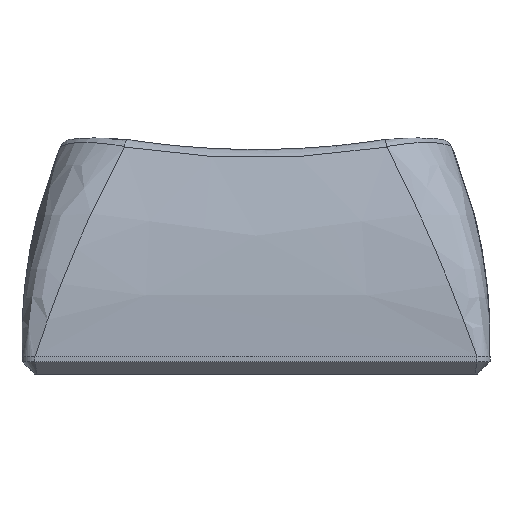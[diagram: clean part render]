
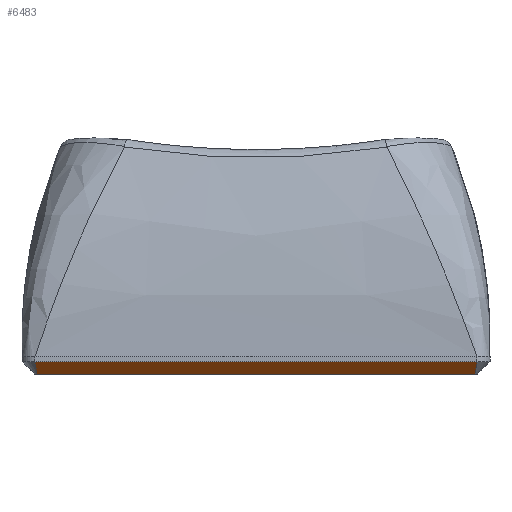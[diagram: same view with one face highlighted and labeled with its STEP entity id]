
A CAD part, front view. The second image highlights one B-rep face of the part: STEP entity #6483.
In plain terms, the highlighted planar face has unit normal (0, -0.707, -0.707).
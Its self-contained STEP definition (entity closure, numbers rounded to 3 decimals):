
#720 = PLANE('',#721);
#721 = AXIS2_PLACEMENT_3D('',#722,#723,#724);
#722 = CARTESIAN_POINT('',(-8.5,-9.,0.672));
#723 = DIRECTION('',(0.,-1.,0.));
#724 = DIRECTION('',(1.,0.,0.));
#1973 = VERTEX_POINT('',#1974);
#1974 = CARTESIAN_POINT('',(-8.5,-9.,0.48));
#2000 = EDGE_CURVE('',#1973,#2001,#2003,.T.);
#2001 = VERTEX_POINT('',#2002);
#2002 = CARTESIAN_POINT('',(8.5,-9.,0.48));
#2003 = SURFACE_CURVE('',#2004,(#2008,#2015),.PCURVE_S1.);
#2004 = LINE('',#2005,#2006);
#2005 = CARTESIAN_POINT('',(-8.5,-9.,0.48));
#2006 = VECTOR('',#2007,1.);
#2007 = DIRECTION('',(1.,0.,0.));
#2008 = PCURVE('',#720,#2009);
#2009 = DEFINITIONAL_REPRESENTATION('',(#2010),#2014);
#2010 = LINE('',#2011,#2012);
#2011 = CARTESIAN_POINT('',(0.,-0.192));
#2012 = VECTOR('',#2013,1.);
#2013 = DIRECTION('',(1.,0.));
#2014 = ( GEOMETRIC_REPRESENTATION_CONTEXT(2) 
PARAMETRIC_REPRESENTATION_CONTEXT() REPRESENTATION_CONTEXT('2D SPACE',''
  ) );
#2015 = PCURVE('',#2016,#2021);
#2016 = PLANE('',#2017);
#2017 = AXIS2_PLACEMENT_3D('',#2018,#2019,#2020);
#2018 = CARTESIAN_POINT('',(-8.5,-8.76,0.24));
#2019 = DIRECTION('',(0.,0.707,0.707)
  );
#2020 = DIRECTION('',(1.,0.,0.));
#2021 = DEFINITIONAL_REPRESENTATION('',(#2022),#2026);
#2022 = LINE('',#2023,#2024);
#2023 = CARTESIAN_POINT('',(0.,-0.339));
#2024 = VECTOR('',#2025,1.);
#2025 = DIRECTION('',(1.,0.));
#2026 = ( GEOMETRIC_REPRESENTATION_CONTEXT(2) 
PARAMETRIC_REPRESENTATION_CONTEXT() REPRESENTATION_CONTEXT('2D SPACE',''
  ) );
#3188 = CONICAL_SURFACE('',#3189,0.7,0.785);
#3189 = AXIS2_PLACEMENT_3D('',#3190,#3191,#3192);
#3190 = CARTESIAN_POINT('',(8.323,-8.323,0.48));
#3191 = DIRECTION('',(-0.,-0.,1.));
#3192 = DIRECTION('',(0.967,-0.253,0.));
#6483 = ADVANCED_FACE('',(#6484),#2016,.F.);
#6484 = FACE_BOUND('',#6485,.F.);
#6485 = EDGE_LOOP('',(#6486,#6521,#6522,#6552));
#6486 = ORIENTED_EDGE('',*,*,#6487,.F.);
#6487 = EDGE_CURVE('',#1973,#6488,#6490,.T.);
#6488 = VERTEX_POINT('',#6489);
#6489 = CARTESIAN_POINT('',(-8.42,-8.52,0.));
#6490 = SURFACE_CURVE('',#6491,(#6496,#6503),.PCURVE_S1.);
#6491 = PARABOLA('',#6492,0.008);
#6492 = AXIS2_PLACEMENT_3D('',#6493,#6494,#6495);
#6493 = CARTESIAN_POINT('',(-8.323,-8.311,
    -0.209));
#6494 = DIRECTION('',(0.,0.707,0.707)
  );
#6495 = DIRECTION('',(0.,-0.707,0.707)
  );
#6496 = PCURVE('',#2016,#6497);
#6497 = DEFINITIONAL_REPRESENTATION('',(#6498),#6502);
#6498 = B_SPLINE_CURVE_WITH_KNOTS('',2,(#6499,#6500,#6501),
  .UNSPECIFIED.,.F.,.F.,(3,3),(-0.177,-0.098),
  .PIECEWISE_BEZIER_KNOTS.);
#6499 = CARTESIAN_POINT('',(0.,-0.339));
#6500 = CARTESIAN_POINT('',(0.04,0.098));
#6501 = CARTESIAN_POINT('',(0.08,0.339));
#6502 = ( GEOMETRIC_REPRESENTATION_CONTEXT(2) 
PARAMETRIC_REPRESENTATION_CONTEXT() REPRESENTATION_CONTEXT('2D SPACE',''
  ) );
#6503 = PCURVE('',#6504,#6509);
#6504 = CONICAL_SURFACE('',#6505,0.7,0.785);
#6505 = AXIS2_PLACEMENT_3D('',#6506,#6507,#6508);
#6506 = CARTESIAN_POINT('',(-8.323,-8.323,0.48));
#6507 = DIRECTION('',(-0.,-0.,1.));
#6508 = DIRECTION('',(-0.253,-0.967,-0.));
#6509 = DEFINITIONAL_REPRESENTATION('',(#6510),#6520);
#6510 = B_SPLINE_CURVE_WITH_KNOTS('',8,(#6511,#6512,#6513,#6514,#6515,
    #6516,#6517,#6518,#6519),.UNSPECIFIED.,.F.,.F.,(9,9),(
    -0.177,-0.098),.PIECEWISE_BEZIER_KNOTS.);
#6511 = CARTESIAN_POINT('',(0.,0.));
#6512 = CARTESIAN_POINT('',(-0.014,-0.077));
#6513 = CARTESIAN_POINT('',(-0.03,-0.15));
#6514 = CARTESIAN_POINT('',(-0.048,-0.217));
#6515 = CARTESIAN_POINT('',(-0.069,-0.28));
#6516 = CARTESIAN_POINT('',(-0.094,-0.337));
#6517 = CARTESIAN_POINT('',(-0.123,-0.39));
#6518 = CARTESIAN_POINT('',(-0.158,-0.437));
#6519 = CARTESIAN_POINT('',(-0.203,-0.48));
#6520 = ( GEOMETRIC_REPRESENTATION_CONTEXT(2) 
PARAMETRIC_REPRESENTATION_CONTEXT() REPRESENTATION_CONTEXT('2D SPACE',''
  ) );
#6521 = ORIENTED_EDGE('',*,*,#2000,.T.);
#6522 = ORIENTED_EDGE('',*,*,#6523,.T.);
#6523 = EDGE_CURVE('',#2001,#6524,#6526,.T.);
#6524 = VERTEX_POINT('',#6525);
#6525 = CARTESIAN_POINT('',(8.42,-8.52,0.));
#6526 = SURFACE_CURVE('',#6527,(#6532,#6539),.PCURVE_S1.);
#6527 = PARABOLA('',#6528,0.008);
#6528 = AXIS2_PLACEMENT_3D('',#6529,#6530,#6531);
#6529 = CARTESIAN_POINT('',(8.323,-8.311,
    -0.209));
#6530 = DIRECTION('',(0.,-0.707,-0.707
    ));
#6531 = DIRECTION('',(0.,-0.707,0.707)
  );
#6532 = PCURVE('',#2016,#6533);
#6533 = DEFINITIONAL_REPRESENTATION('',(#6534),#6538);
#6534 = B_SPLINE_CURVE_WITH_KNOTS('',2,(#6535,#6536,#6537),
  .UNSPECIFIED.,.F.,.F.,(3,3),(-0.177,-0.098),
  .PIECEWISE_BEZIER_KNOTS.);
#6535 = CARTESIAN_POINT('',(17.,-0.339));
#6536 = CARTESIAN_POINT('',(16.96,0.098));
#6537 = CARTESIAN_POINT('',(16.92,0.339));
#6538 = ( GEOMETRIC_REPRESENTATION_CONTEXT(2) 
PARAMETRIC_REPRESENTATION_CONTEXT() REPRESENTATION_CONTEXT('2D SPACE',''
  ) );
#6539 = PCURVE('',#3188,#6540);
#6540 = DEFINITIONAL_REPRESENTATION('',(#6541),#6551);
#6541 = B_SPLINE_CURVE_WITH_KNOTS('',8,(#6542,#6543,#6544,#6545,#6546,
    #6547,#6548,#6549,#6550),.UNSPECIFIED.,.F.,.F.,(9,9),(
    -0.177,-0.098),.PIECEWISE_BEZIER_KNOTS.);
#6542 = CARTESIAN_POINT('',(-1.059,0.));
#6543 = CARTESIAN_POINT('',(-1.045,-0.077));
#6544 = CARTESIAN_POINT('',(-1.029,-0.15));
#6545 = CARTESIAN_POINT('',(-1.01,-0.217));
#6546 = CARTESIAN_POINT('',(-0.99,-0.28));
#6547 = CARTESIAN_POINT('',(-0.965,-0.337));
#6548 = CARTESIAN_POINT('',(-0.936,-0.39));
#6549 = CARTESIAN_POINT('',(-0.901,-0.437));
#6550 = CARTESIAN_POINT('',(-0.856,-0.48));
#6551 = ( GEOMETRIC_REPRESENTATION_CONTEXT(2) 
PARAMETRIC_REPRESENTATION_CONTEXT() REPRESENTATION_CONTEXT('2D SPACE',''
  ) );
#6552 = ORIENTED_EDGE('',*,*,#6553,.F.);
#6553 = EDGE_CURVE('',#6488,#6524,#6554,.T.);
#6554 = SURFACE_CURVE('',#6555,(#6559,#6566),.PCURVE_S1.);
#6555 = LINE('',#6556,#6557);
#6556 = CARTESIAN_POINT('',(-8.5,-8.52,0.));
#6557 = VECTOR('',#6558,1.);
#6558 = DIRECTION('',(1.,0.,0.));
#6559 = PCURVE('',#2016,#6560);
#6560 = DEFINITIONAL_REPRESENTATION('',(#6561),#6565);
#6561 = LINE('',#6562,#6563);
#6562 = CARTESIAN_POINT('',(0.,0.339));
#6563 = VECTOR('',#6564,1.);
#6564 = DIRECTION('',(1.,0.));
#6565 = ( GEOMETRIC_REPRESENTATION_CONTEXT(2) 
PARAMETRIC_REPRESENTATION_CONTEXT() REPRESENTATION_CONTEXT('2D SPACE',''
  ) );
#6566 = PCURVE('',#6567,#6572);
#6567 = PLANE('',#6568);
#6568 = AXIS2_PLACEMENT_3D('',#6569,#6570,#6571);
#6569 = CARTESIAN_POINT('',(8.5,9.,0.));
#6570 = DIRECTION('',(0.,0.,-1.));
#6571 = DIRECTION('',(-1.,0.,0.));
#6572 = DEFINITIONAL_REPRESENTATION('',(#6573),#6577);
#6573 = LINE('',#6574,#6575);
#6574 = CARTESIAN_POINT('',(17.,-17.52));
#6575 = VECTOR('',#6576,1.);
#6576 = DIRECTION('',(-1.,0.));
#6577 = ( GEOMETRIC_REPRESENTATION_CONTEXT(2) 
PARAMETRIC_REPRESENTATION_CONTEXT() REPRESENTATION_CONTEXT('2D SPACE',''
  ) );
